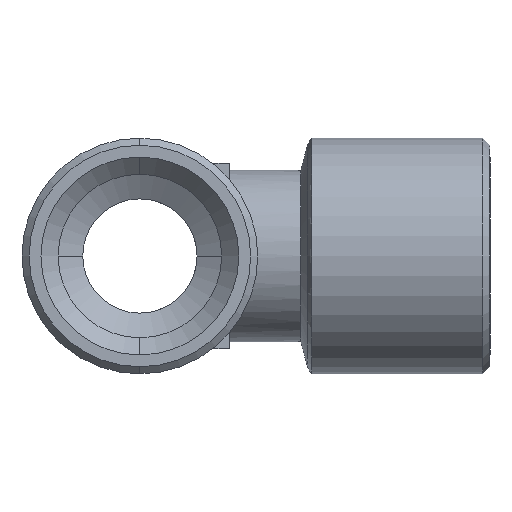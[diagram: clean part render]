
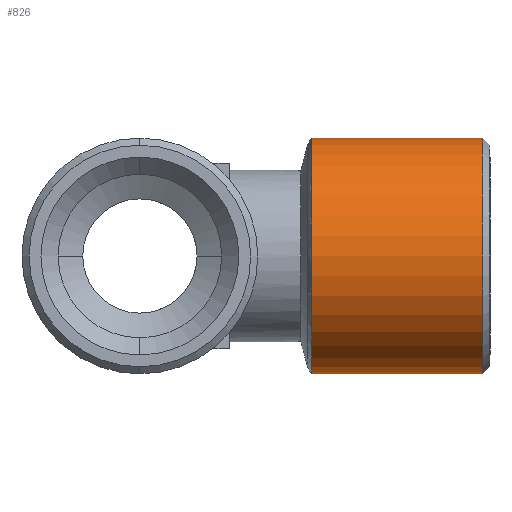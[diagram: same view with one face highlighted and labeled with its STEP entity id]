
A CAD part, left-side view. The second image highlights one B-rep face of the part: STEP entity #826.
In plain terms, the highlighted cylindrical face has radius 8.25 mm (diameter 16.5 mm), a partial arc.
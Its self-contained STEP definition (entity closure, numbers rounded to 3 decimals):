
#105 = DIRECTION ( 'NONE',  ( 0., 0., 1. ) ) ;
#111 = EDGE_CURVE ( 'NONE', #393, #2217, #1405, .T. ) ;
#126 = ORIENTED_EDGE ( 'NONE', *, *, #2055, .F. ) ;
#169 = CARTESIAN_POINT ( 'NONE',  ( 0., 13.467, -8.25 ) ) ;
#171 = ORIENTED_EDGE ( 'NONE', *, *, #1112, .T. ) ;
#189 = DIRECTION ( 'NONE',  ( -1., 0., 0. ) ) ;
#200 = CARTESIAN_POINT ( 'NONE',  ( 0., 13.467, 0. ) ) ;
#216 = CARTESIAN_POINT ( 'NONE',  ( 0., 1.5, 8.25 ) ) ;
#260 = CARTESIAN_POINT ( 'NONE',  ( 0., 13.467, 8.25 ) ) ;
#358 = EDGE_LOOP ( 'NONE', ( #126, #1980, #171, #458 ) ) ;
#378 = CARTESIAN_POINT ( 'NONE',  ( 0., 1.5, -8.25 ) ) ;
#393 = VERTEX_POINT ( 'NONE', #169 ) ;
#458 = ORIENTED_EDGE ( 'NONE', *, *, #111, .F. ) ;
#549 = DIRECTION ( 'NONE',  ( 0., 1., 0. ) ) ;
#554 = VECTOR ( 'NONE', #1506, 1000. ) ;
#607 = DIRECTION ( 'NONE',  ( 0., 0., 1. ) ) ;
#684 = EDGE_CURVE ( 'NONE', #2326, #2133, #1556, .T. ) ;
#782 = CARTESIAN_POINT ( 'NONE',  ( 0., 1.5, 0. ) ) ;
#815 = VECTOR ( 'NONE', #2198, 1000. ) ;
#826 = ADVANCED_FACE ( 'NONE', ( #2331 ), #2255, .T. ) ;
#1017 = DIRECTION ( 'NONE',  ( 0., 1., 0. ) ) ;
#1043 = CARTESIAN_POINT ( 'NONE',  ( 0., 1.5, -8.25 ) ) ;
#1085 = LINE ( 'NONE', #378, #815 ) ;
#1112 = EDGE_CURVE ( 'NONE', #2133, #2217, #1550, .T. ) ;
#1328 = CARTESIAN_POINT ( 'NONE',  ( 0., 1.5, 8.25 ) ) ;
#1405 = CIRCLE ( 'NONE', #1471, 8.25 ) ;
#1471 = AXIS2_PLACEMENT_3D ( 'NONE', #200, #549, #189 ) ;
#1506 = DIRECTION ( 'NONE',  ( 0., 1., 0. ) ) ;
#1550 = LINE ( 'NONE', #216, #554 ) ;
#1556 = CIRCLE ( 'NONE', #1754, 8.25 ) ;
#1754 = AXIS2_PLACEMENT_3D ( 'NONE', #782, #1902, #607 ) ;
#1818 = AXIS2_PLACEMENT_3D ( 'NONE', #2131, #1017, #105 ) ;
#1902 = DIRECTION ( 'NONE',  ( 0., 1., 0. ) ) ;
#1980 = ORIENTED_EDGE ( 'NONE', *, *, #684, .T. ) ;
#2055 = EDGE_CURVE ( 'NONE', #2326, #393, #1085, .T. ) ;
#2131 = CARTESIAN_POINT ( 'NONE',  ( 0., 1.5, 0. ) ) ;
#2133 = VERTEX_POINT ( 'NONE', #1328 ) ;
#2198 = DIRECTION ( 'NONE',  ( 0., 1., 0. ) ) ;
#2217 = VERTEX_POINT ( 'NONE', #260 ) ;
#2255 = CYLINDRICAL_SURFACE ( 'NONE', #1818, 8.25 ) ;
#2326 = VERTEX_POINT ( 'NONE', #1043 ) ;
#2331 = FACE_OUTER_BOUND ( 'NONE', #358, .T. ) ;
